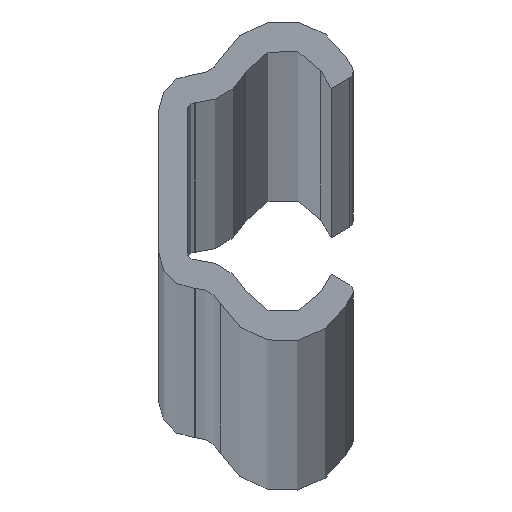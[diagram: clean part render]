
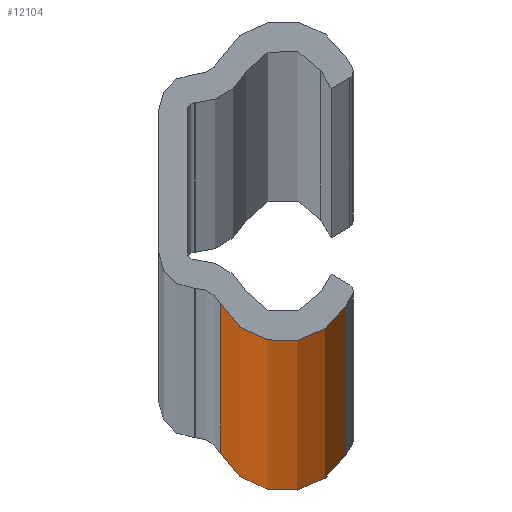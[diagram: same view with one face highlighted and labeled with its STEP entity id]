
A CAD part, top view. The second image highlights one B-rep face of the part: STEP entity #12104.
In plain terms, the highlighted cylindrical face has radius 5 mm (diameter 10 mm), a partial arc.
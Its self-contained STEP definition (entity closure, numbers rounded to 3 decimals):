
#1435 = VECTOR ( 'NONE', #8786, 1000. ) ;
#1454 = DIRECTION ( 'NONE',  ( 0., 0., 1. ) ) ;
#1912 = EDGE_CURVE ( 'NONE', #14152, #12884, #11931, .T. ) ;
#2628 = CARTESIAN_POINT ( 'NONE',  ( 8.75, -6.25, -6000. ) ) ;
#4185 = AXIS2_PLACEMENT_3D ( 'NONE', #2628, #8512, #8327 ) ;
#4832 = CIRCLE ( 'NONE', #14310, 5. ) ;
#5062 = AXIS2_PLACEMENT_3D ( 'NONE', #6897, #10066, #14266 ) ;
#5151 = DIRECTION ( 'NONE',  ( 1., 0., 0. ) ) ;
#5267 = CARTESIAN_POINT ( 'NONE',  ( 4.322, -8.571, 0. ) ) ;
#5432 = CARTESIAN_POINT ( 'NONE',  ( 8.75, -6.25, 0. ) ) ;
#5653 = ORIENTED_EDGE ( 'NONE', *, *, #1912, .T. ) ;
#5903 = CARTESIAN_POINT ( 'NONE',  ( 4.322, -8.571, -6000. ) ) ;
#6424 = ORIENTED_EDGE ( 'NONE', *, *, #6914, .T. ) ;
#6872 = FACE_OUTER_BOUND ( 'NONE', #7764, .T. ) ;
#6897 = CARTESIAN_POINT ( 'NONE',  ( 8.75, -6.25, -6000. ) ) ;
#6914 = EDGE_CURVE ( 'NONE', #14108, #14152, #17615, .T. ) ;
#7161 = CYLINDRICAL_SURFACE ( 'NONE', #4185, 5. ) ;
#7273 = CARTESIAN_POINT ( 'NONE',  ( 4.322, -8.571, -6000. ) ) ;
#7632 = CARTESIAN_POINT ( 'NONE',  ( 13.08, -8.75, -6000. ) ) ;
#7764 = EDGE_LOOP ( 'NONE', ( #15237, #15766, #6424, #5653 ) ) ;
#8327 = DIRECTION ( 'NONE',  ( 1., 0., 0. ) ) ;
#8512 = DIRECTION ( 'NONE',  ( 0., 0., 1. ) ) ;
#8786 = DIRECTION ( 'NONE',  ( 0., 0., 1. ) ) ;
#10066 = DIRECTION ( 'NONE',  ( 0., 0., 1. ) ) ;
#10306 = LINE ( 'NONE', #5903, #1435 ) ;
#10320 = VECTOR ( 'NONE', #1454, 1000. ) ;
#11931 = LINE ( 'NONE', #7632, #10320 ) ;
#12104 = ADVANCED_FACE ( 'NONE', ( #6872 ), #7161, .T. ) ;
#12844 = CARTESIAN_POINT ( 'NONE',  ( 13.08, -8.75, 0. ) ) ;
#12884 = VERTEX_POINT ( 'NONE', #12844 ) ;
#14108 = VERTEX_POINT ( 'NONE', #7273 ) ;
#14152 = VERTEX_POINT ( 'NONE', #16353 ) ;
#14266 = DIRECTION ( 'NONE',  ( 1., 0., 0. ) ) ;
#14310 = AXIS2_PLACEMENT_3D ( 'NONE', #5432, #15675, #5151 ) ;
#15237 = ORIENTED_EDGE ( 'NONE', *, *, #16121, .F. ) ;
#15534 = VERTEX_POINT ( 'NONE', #5267 ) ;
#15675 = DIRECTION ( 'NONE',  ( 0., 0., 1. ) ) ;
#15766 = ORIENTED_EDGE ( 'NONE', *, *, #16151, .F. ) ;
#16121 = EDGE_CURVE ( 'NONE', #15534, #12884, #4832, .T. ) ;
#16151 = EDGE_CURVE ( 'NONE', #14108, #15534, #10306, .T. ) ;
#16353 = CARTESIAN_POINT ( 'NONE',  ( 13.08, -8.75, -6000. ) ) ;
#17615 = CIRCLE ( 'NONE', #5062, 5. ) ;
